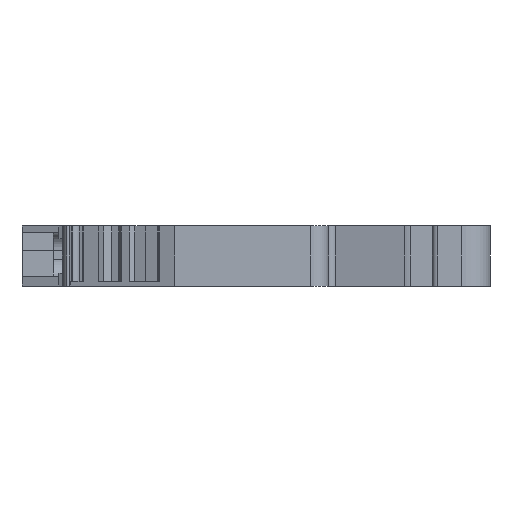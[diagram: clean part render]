
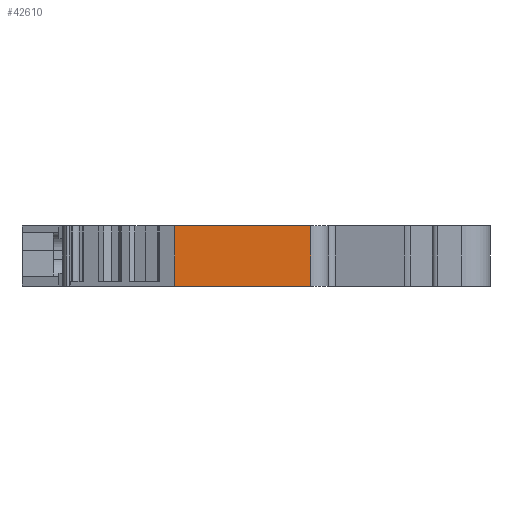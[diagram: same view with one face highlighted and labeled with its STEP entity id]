
A CAD part, left-side view. The second image highlights one B-rep face of the part: STEP entity #42610.
In plain terms, the highlighted face is planar.
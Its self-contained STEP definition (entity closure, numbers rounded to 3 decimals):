
#2060=CARTESIAN_POINT('',(-58.816,16.368,
0.));
#2070=VERTEX_POINT('',#2060);
#2230=CARTESIAN_POINT('',(-58.816,16.368,-5.2));
#2240=VERTEX_POINT('',#2230);
#2270=CARTESIAN_POINT('',(-58.816,16.368,
0.));
#2280=DIRECTION('',(0.,0.,1.));
#2290=VECTOR('',#2280,1.);
#2300=LINE('',#2270,#2290);
#2310=EDGE_CURVE('',#2240,#2070,#2300,.T.);
#42310=CARTESIAN_POINT('',(-58.816,16.368,
0.));
#42320=DIRECTION('',(0.97,-0.242,
0.));
#42330=DIRECTION('',(-0.242,-0.97,
0.));
#42340=AXIS2_PLACEMENT_3D('',#42310,#42320,#42330);
#42350=PLANE('',#42340);
#42360=CARTESIAN_POINT('',(-55.962,27.813,
0.));
#42370=DIRECTION('',(0.,0.,-1.));
#42380=VECTOR('',#42370,1.);
#42390=LINE('',#42360,#42380);
#42400=CARTESIAN_POINT('',(-55.962,27.813,
0.));
#42410=VERTEX_POINT('',#42400);
#42420=CARTESIAN_POINT('',(-55.962,27.813,-5.2));
#42430=VERTEX_POINT('',#42420);
#42440=EDGE_CURVE('',#42410,#42430,#42390,.T.);
#42450=ORIENTED_EDGE('',*,*,#42440,.T.);
#42460=CARTESIAN_POINT('',(-62.897,0.,0.));
#42470=DIRECTION('',(-0.242,-0.97,0.));
#42480=VECTOR('',#42470,1.);
#42490=LINE('',#42460,#42480);
#42500=EDGE_CURVE('',#42410,#2070,#42490,.T.);
#42510=ORIENTED_EDGE('',*,*,#42500,.F.);
#42520=ORIENTED_EDGE('',*,*,#2310,.T.);
#42530=CARTESIAN_POINT('',(-62.897,0.,-5.2));
#42540=DIRECTION('',(-0.242,-0.97,0.));
#42550=VECTOR('',#42540,1.);
#42560=LINE('',#42530,#42550);
#42570=EDGE_CURVE('',#42430,#2240,#42560,.T.);
#42580=ORIENTED_EDGE('',*,*,#42570,.T.);
#42590=EDGE_LOOP('',(#42580,#42520,#42510,#42450));
#42600=FACE_OUTER_BOUND('',#42590,.T.);
#42610=ADVANCED_FACE('',(#42600),#42350,.F.);
